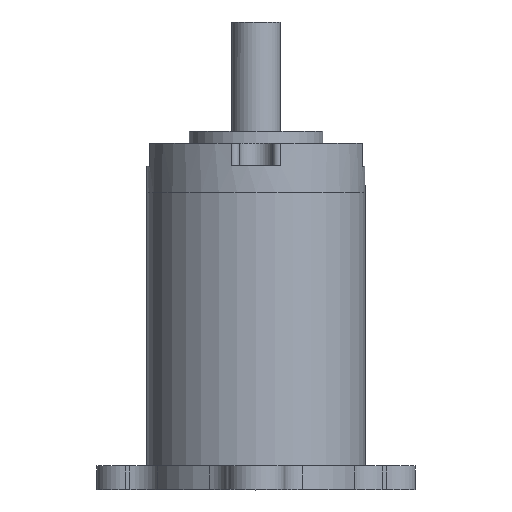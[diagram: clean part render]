
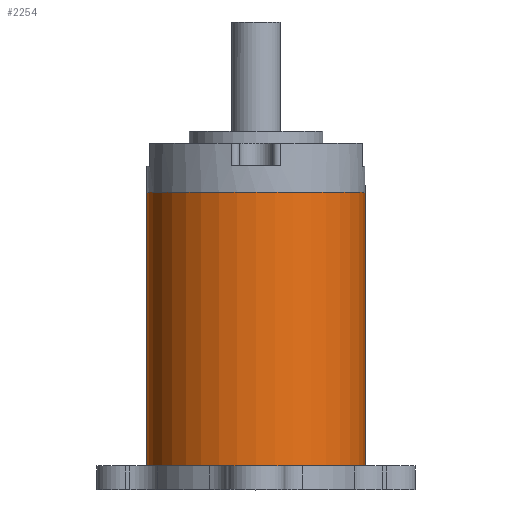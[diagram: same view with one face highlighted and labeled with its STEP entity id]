
A CAD part, top view. The second image highlights one B-rep face of the part: STEP entity #2254.
In plain terms, the highlighted cylindrical face has radius 18 mm (diameter 36 mm), a full revolution.
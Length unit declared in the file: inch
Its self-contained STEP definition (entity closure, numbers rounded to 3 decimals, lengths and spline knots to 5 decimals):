
#85=CYLINDRICAL_SURFACE('',#2519,0.70866);
#243=FACE_OUTER_BOUND('',#397,.T.);
#397=EDGE_LOOP('',(#1897,#1898,#1899,#1900));
#554=LINE('',#3822,#697);
#697=VECTOR('',#3122,0.70866);
#878=CIRCLE('',#2520,0.70866);
#879=CIRCLE('',#2521,0.70866);
#1078=VERTEX_POINT('',#3819);
#1079=VERTEX_POINT('',#3821);
#1366=EDGE_CURVE('',#1078,#1078,#878,.T.);
#1367=EDGE_CURVE('',#1078,#1079,#554,.T.);
#1368=EDGE_CURVE('',#1079,#1079,#879,.T.);
#1897=ORIENTED_EDGE('',*,*,#1366,.F.);
#1898=ORIENTED_EDGE('',*,*,#1367,.T.);
#1899=ORIENTED_EDGE('',*,*,#1368,.T.);
#1900=ORIENTED_EDGE('',*,*,#1367,.F.);
#2254=ADVANCED_FACE('',(#243),#85,.T.);
#2519=AXIS2_PLACEMENT_3D('',#3818,#3118,#3119);
#2520=AXIS2_PLACEMENT_3D('',#3820,#3120,#3121);
#2521=AXIS2_PLACEMENT_3D('',#3823,#3123,#3124);
#3118=DIRECTION('center_axis',(0.,1.,0.));
#3119=DIRECTION('ref_axis',(1.,0.,0.));
#3120=DIRECTION('center_axis',(0.,1.,0.));
#3121=DIRECTION('ref_axis',(1.,0.,0.));
#3122=DIRECTION('',(0.,-1.,0.));
#3123=DIRECTION('center_axis',(0.,1.,0.));
#3124=DIRECTION('ref_axis',(1.,0.,0.));
#3818=CARTESIAN_POINT('Origin',(0.,0.,0.));
#3819=CARTESIAN_POINT('',(-0.70866,1.77559,0.));
#3820=CARTESIAN_POINT('Origin',(0.,1.77559,0.));
#3821=CARTESIAN_POINT('',(-0.70866,0.,0.));
#3822=CARTESIAN_POINT('',(-0.70866,0.,0.));
#3823=CARTESIAN_POINT('Origin',(0.,0.,0.));
